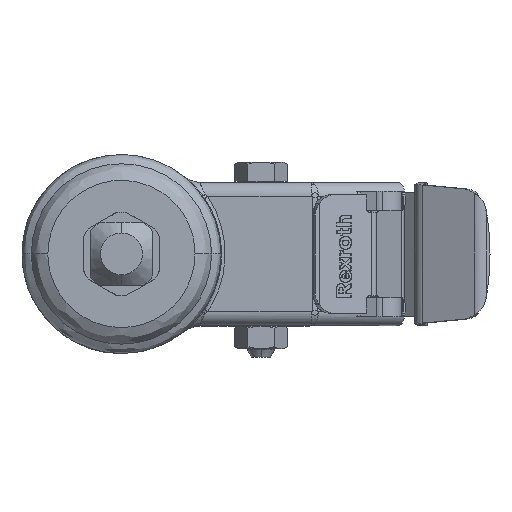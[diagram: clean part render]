
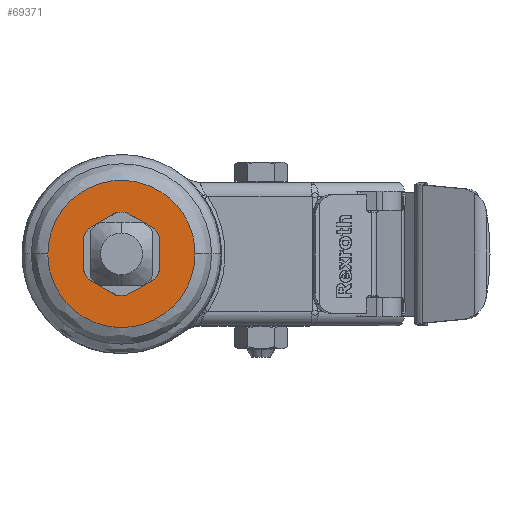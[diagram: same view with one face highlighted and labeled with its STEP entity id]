
A CAD part, top view. The second image highlights one B-rep face of the part: STEP entity #69371.
In plain terms, the highlighted planar face has unit normal (0, 0, 1).
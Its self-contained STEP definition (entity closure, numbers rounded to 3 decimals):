
#939 = DIRECTION ( 'NONE',  ( -0.866, 0.5, 0. ) ) ;
#1189 = AXIS2_PLACEMENT_3D ( 'NONE', #22404, #47103, #3165 ) ;
#1588 = CARTESIAN_POINT ( 'NONE',  ( 21.091, -42.182, -0.1 ) ) ;
#1809 = EDGE_CURVE ( 'NONE', #30029, #102292, #27445, .T. ) ;
#2130 = DIRECTION ( 'NONE',  ( 0., 1., 0. ) ) ;
#2892 = CIRCLE ( 'NONE', #80369, 11.919 ) ;
#2935 = CARTESIAN_POINT ( 'NONE',  ( 0., 11.919, -0.1 ) ) ;
#3165 = DIRECTION ( 'NONE',  ( -1., 0., 0. ) ) ;
#3539 = AXIS2_PLACEMENT_3D ( 'NONE', #28854, #72780, #109356 ) ;
#4454 = VERTEX_POINT ( 'NONE', #2935 ) ;
#5321 = DIRECTION ( 'NONE',  ( 0.866, -0.5, 0. ) ) ;
#5971 = CARTESIAN_POINT ( 'NONE',  ( 9.475, -7.231, -0.1 ) ) ;
#6292 = DIRECTION ( 'NONE',  ( 0., 0., 1. ) ) ;
#6842 = CIRCLE ( 'NONE', #71415, 11.919 ) ;
#6971 = DIRECTION ( 'NONE',  ( 0., 1., 0. ) ) ;
#7104 = VERTEX_POINT ( 'NONE', #107673 ) ;
#7695 = CARTESIAN_POINT ( 'NONE',  ( -11., -4.59, -0.1 ) ) ;
#8197 = VECTOR ( 'NONE', #68642, 1000. ) ;
#8778 =( BOUNDED_CURVE ( )  B_SPLINE_CURVE ( 3, ( #80963, #37022, #63974, #30080 ),
 .UNSPECIFIED., .F., .F. ) 
 B_SPLINE_CURVE_WITH_KNOTS ( ( 4, 4 ),
 ( 0., 0.5 ),
 .UNSPECIFIED. ) 
 CURVE ( )  GEOMETRIC_REPRESENTATION_ITEM ( )  RATIONAL_B_SPLINE_CURVE ( ( 1., 0.333, 0.333, 1. ) ) 
 REPRESENTATION_ITEM ( '' )  );
#9077 = EDGE_CURVE ( 'NONE', #7104, #106360, #8778, .T. ) ;
#9987 = VERTEX_POINT ( 'NONE', #5971 ) ;
#11718 = VERTEX_POINT ( 'NONE', #82844 ) ;
#14105 = CARTESIAN_POINT ( 'NONE',  ( -9.475, -7.231, -0.1 ) ) ;
#14405 = CARTESIAN_POINT ( 'NONE',  ( 0., 0., -0.1 ) ) ;
#15701 = VECTOR ( 'NONE', #89799, 1000. ) ;
#16477 = LINE ( 'NONE', #68262, #8197 ) ;
#16510 = AXIS2_PLACEMENT_3D ( 'NONE', #14405, #6292, #32546 ) ;
#17076 = VERTEX_POINT ( 'NONE', #65270 ) ;
#17288 = ORIENTED_EDGE ( 'NONE', *, *, #26326, .T. ) ;
#18130 = EDGE_CURVE ( 'NONE', #18695, #95425, #80526, .T. ) ;
#18625 = VERTEX_POINT ( 'NONE', #110507 ) ;
#18695 = VERTEX_POINT ( 'NONE', #76246 ) ;
#19823 = CARTESIAN_POINT ( 'NONE',  ( 1.525, 11.821, -0.1 ) ) ;
#20355 = CIRCLE ( 'NONE', #1189, 11.919 ) ;
#20763 = DIRECTION ( 'NONE',  ( 0., 0., -1. ) ) ;
#22135 = CIRCLE ( 'NONE', #3539, 11.919 ) ;
#22404 = CARTESIAN_POINT ( 'NONE',  ( 0., 0., -0.1 ) ) ;
#23052 = VECTOR ( 'NONE', #6971, 1000. ) ;
#23579 = EDGE_CURVE ( 'NONE', #18625, #11718, #2892, .T. ) ;
#23631 = PLANE ( 'NONE',  #16510 ) ;
#23741 = FACE_BOUND ( 'NONE', #34801, .T. ) ;
#25929 = EDGE_CURVE ( 'NONE', #95425, #4454, #22135, .T. ) ;
#26001 = AXIS2_PLACEMENT_3D ( 'NONE', #73604, #20763, #29675 ) ;
#26326 = EDGE_CURVE ( 'NONE', #11718, #36720, #16477, .T. ) ;
#26939 = EDGE_CURVE ( 'NONE', #17076, #30029, #57876, .T. ) ;
#26965 = VERTEX_POINT ( 'NONE', #19823 ) ;
#27199 = DIRECTION ( 'NONE',  ( -1., 0., 0. ) ) ;
#27445 = LINE ( 'NONE', #106903, #110142 ) ;
#28854 = CARTESIAN_POINT ( 'NONE',  ( 0., 0., -0.1 ) ) ;
#29675 = DIRECTION ( 'NONE',  ( -1., 0., 0. ) ) ;
#30029 = VERTEX_POINT ( 'NONE', #70559 ) ;
#30080 = CARTESIAN_POINT ( 'NONE',  ( 21.091, 0., -0.1 ) ) ;
#30421 = CARTESIAN_POINT ( 'NONE',  ( 1.525, 11.821, -0.1 ) ) ;
#32546 = DIRECTION ( 'NONE',  ( 1., 0., 0. ) ) ;
#32942 = DIRECTION ( 'NONE',  ( 0., 0., -1. ) ) ;
#33641 = ORIENTED_EDGE ( 'NONE', *, *, #23579, .T. ) ;
#34801 = EDGE_LOOP ( 'NONE', ( #62682, #82804, #66881, #73879, #112506, #42298, #97880, #111685, #43488, #98514, #33641, #17288, #95785 ) ) ;
#35571 = DIRECTION ( 'NONE',  ( -1., 0., 0. ) ) ;
#36720 = VERTEX_POINT ( 'NONE', #100070 ) ;
#37022 = CARTESIAN_POINT ( 'NONE',  ( -21.091, 42.182, -0.1 ) ) ;
#42298 = ORIENTED_EDGE ( 'NONE', *, *, #60946, .T. ) ;
#43488 = ORIENTED_EDGE ( 'NONE', *, *, #70503, .T. ) ;
#43841 = EDGE_CURVE ( 'NONE', #102292, #47269, #20355, .T. ) ;
#44887 = EDGE_CURVE ( 'NONE', #47269, #52214, #78253, .T. ) ;
#46298 = CARTESIAN_POINT ( 'NONE',  ( 21.091, 0., -0.1 ) ) ;
#47103 = DIRECTION ( 'NONE',  ( 0., 0., -1. ) ) ;
#47269 = VERTEX_POINT ( 'NONE', #7695 ) ;
#51204 =( BOUNDED_CURVE ( )  B_SPLINE_CURVE ( 3, ( #46298, #1588, #55163, #64031 ),
 .UNSPECIFIED., .F., .F. ) 
 B_SPLINE_CURVE_WITH_KNOTS ( ( 4, 4 ),
 ( 0.5, 1. ),
 .UNSPECIFIED. ) 
 CURVE ( )  GEOMETRIC_REPRESENTATION_ITEM ( )  RATIONAL_B_SPLINE_CURVE ( ( 1., 0.333, 0.333, 1. ) ) 
 REPRESENTATION_ITEM ( '' )  );
#52214 = VERTEX_POINT ( 'NONE', #109905 ) ;
#54136 = EDGE_CURVE ( 'NONE', #26965, #18625, #105327, .T. ) ;
#54190 = EDGE_LOOP ( 'NONE', ( #68462, #81870 ) ) ;
#55163 = CARTESIAN_POINT ( 'NONE',  ( -21.091, -42.182, -0.1 ) ) ;
#56822 = FACE_OUTER_BOUND ( 'NONE', #54190, .T. ) ;
#57876 = CIRCLE ( 'NONE', #75983, 11.919 ) ;
#59171 = VECTOR ( 'NONE', #64838, 1000. ) ;
#60946 = EDGE_CURVE ( 'NONE', #52214, #18695, #83601, .T. ) ;
#62682 = ORIENTED_EDGE ( 'NONE', *, *, #76110, .T. ) ;
#63974 = CARTESIAN_POINT ( 'NONE',  ( 21.091, 42.182, -0.1 ) ) ;
#64031 = CARTESIAN_POINT ( 'NONE',  ( -21.091, 0., -0.1 ) ) ;
#64838 = DIRECTION ( 'NONE',  ( -0.866, -0.5, 0. ) ) ;
#64934 = EDGE_CURVE ( 'NONE', #106360, #7104, #51204, .T. ) ;
#65270 = CARTESIAN_POINT ( 'NONE',  ( 1.525, -11.821, -0.1 ) ) ;
#66881 = ORIENTED_EDGE ( 'NONE', *, *, #1809, .T. ) ;
#68262 = CARTESIAN_POINT ( 'NONE',  ( 11., 0., -0.1 ) ) ;
#68462 = ORIENTED_EDGE ( 'NONE', *, *, #64934, .F. ) ;
#68642 = DIRECTION ( 'NONE',  ( 0., -1., 0. ) ) ;
#69371 = ADVANCED_FACE ( 'NONE', ( #23741, #56822 ), #23631, .T. ) ;
#70503 = EDGE_CURVE ( 'NONE', #4454, #26965, #71952, .T. ) ;
#70559 = CARTESIAN_POINT ( 'NONE',  ( -1.525, -11.821, -0.1 ) ) ;
#71415 = AXIS2_PLACEMENT_3D ( 'NONE', #79988, #88500, #27199 ) ;
#71952 = CIRCLE ( 'NONE', #83094, 11.919 ) ;
#72780 = DIRECTION ( 'NONE',  ( 0., 0., -1. ) ) ;
#73604 = CARTESIAN_POINT ( 'NONE',  ( 0., 0., -0.1 ) ) ;
#73879 = ORIENTED_EDGE ( 'NONE', *, *, #43841, .T. ) ;
#75983 = AXIS2_PLACEMENT_3D ( 'NONE', #107729, #108863, #2130 ) ;
#76110 = EDGE_CURVE ( 'NONE', #9987, #17076, #85401, .T. ) ;
#76246 = CARTESIAN_POINT ( 'NONE',  ( -9.475, 7.231, -0.1 ) ) ;
#76477 = CARTESIAN_POINT ( 'NONE',  ( -1.525, 11.821, -0.1 ) ) ;
#78253 = LINE ( 'NONE', #103317, #23052 ) ;
#79988 = CARTESIAN_POINT ( 'NONE',  ( 0., 0., -0.1 ) ) ;
#80369 = AXIS2_PLACEMENT_3D ( 'NONE', #88385, #95723, #35571 ) ;
#80526 = LINE ( 'NONE', #80911, #15701 ) ;
#80911 = CARTESIAN_POINT ( 'NONE',  ( -9.475, 7.231, -0.1 ) ) ;
#80963 = CARTESIAN_POINT ( 'NONE',  ( -21.091, 0., -0.1 ) ) ;
#81870 = ORIENTED_EDGE ( 'NONE', *, *, #9077, .F. ) ;
#81934 = VECTOR ( 'NONE', #5321, 1000. ) ;
#82804 = ORIENTED_EDGE ( 'NONE', *, *, #26939, .T. ) ;
#82844 = CARTESIAN_POINT ( 'NONE',  ( 11., 4.59, -0.1 ) ) ;
#83094 = AXIS2_PLACEMENT_3D ( 'NONE', #85741, #32942, #103408 ) ;
#83601 = CIRCLE ( 'NONE', #26001, 11.919 ) ;
#85401 = LINE ( 'NONE', #102589, #59171 ) ;
#85741 = CARTESIAN_POINT ( 'NONE',  ( 0., 0., -0.1 ) ) ;
#88385 = CARTESIAN_POINT ( 'NONE',  ( 0., 0., -0.1 ) ) ;
#88500 = DIRECTION ( 'NONE',  ( 0., 0., -1. ) ) ;
#89799 = DIRECTION ( 'NONE',  ( 0.866, 0.5, 0. ) ) ;
#95425 = VERTEX_POINT ( 'NONE', #76477 ) ;
#95723 = DIRECTION ( 'NONE',  ( 0., 0., -1. ) ) ;
#95785 = ORIENTED_EDGE ( 'NONE', *, *, #103414, .T. ) ;
#97880 = ORIENTED_EDGE ( 'NONE', *, *, #18130, .T. ) ;
#98082 = CARTESIAN_POINT ( 'NONE',  ( 21.091, 0., -0.1 ) ) ;
#98514 = ORIENTED_EDGE ( 'NONE', *, *, #54136, .T. ) ;
#100070 = CARTESIAN_POINT ( 'NONE',  ( 11., -4.59, -0.1 ) ) ;
#102292 = VERTEX_POINT ( 'NONE', #14105 ) ;
#102589 = CARTESIAN_POINT ( 'NONE',  ( 9.475, -7.231, -0.1 ) ) ;
#103317 = CARTESIAN_POINT ( 'NONE',  ( -11., 0., -0.1 ) ) ;
#103408 = DIRECTION ( 'NONE',  ( 0., 1., 0. ) ) ;
#103414 = EDGE_CURVE ( 'NONE', #36720, #9987, #6842, .T. ) ;
#105327 = LINE ( 'NONE', #30421, #81934 ) ;
#106360 = VERTEX_POINT ( 'NONE', #98082 ) ;
#106903 = CARTESIAN_POINT ( 'NONE',  ( -1.525, -11.821, -0.1 ) ) ;
#107673 = CARTESIAN_POINT ( 'NONE',  ( -21.091, 0., -0.1 ) ) ;
#107729 = CARTESIAN_POINT ( 'NONE',  ( 0., 0., -0.1 ) ) ;
#108863 = DIRECTION ( 'NONE',  ( 0., 0., -1. ) ) ;
#109356 = DIRECTION ( 'NONE',  ( 0., 1., 0. ) ) ;
#109905 = CARTESIAN_POINT ( 'NONE',  ( -11., 4.59, -0.1 ) ) ;
#110142 = VECTOR ( 'NONE', #939, 1000. ) ;
#110507 = CARTESIAN_POINT ( 'NONE',  ( 9.475, 7.231, -0.1 ) ) ;
#111685 = ORIENTED_EDGE ( 'NONE', *, *, #25929, .T. ) ;
#112506 = ORIENTED_EDGE ( 'NONE', *, *, #44887, .T. ) ;
